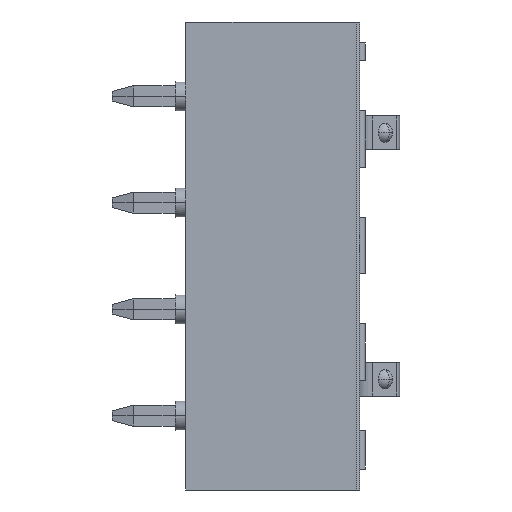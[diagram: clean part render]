
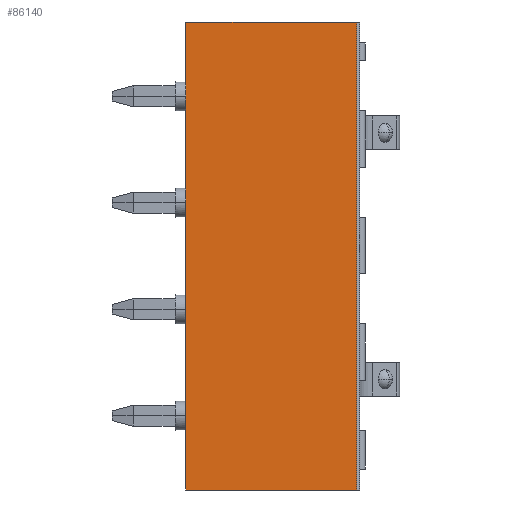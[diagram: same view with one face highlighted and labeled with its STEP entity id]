
A CAD part, left-side view. The second image highlights one B-rep face of the part: STEP entity #86140.
In plain terms, the highlighted planar face has unit normal (-1, 0, 0).
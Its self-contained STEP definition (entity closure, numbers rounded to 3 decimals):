
#20400=CARTESIAN_POINT('',(-0.1,24.096,-8.62));
#20410=VERTEX_POINT('',#20400);
#20440=CARTESIAN_POINT('',(-0.1,0.,-8.62));
#20450=DIRECTION('',(0.,1.,0.));
#20460=VECTOR('',#20450,1.);
#20470=LINE('',#20440,#20460);
#20480=CARTESIAN_POINT('',(-0.1,15.946,-8.62));
#20490=VERTEX_POINT('',#20480);
#20500=EDGE_CURVE('',#20490,#20410,#20470,.T.);
#85840=CARTESIAN_POINT('',(-0.1,20.304,
0.));
#85850=DIRECTION('',(1.,0.,0.));
#85860=DIRECTION('',(0.,-1.,0.));
#85870=AXIS2_PLACEMENT_3D('',#85840,#85850,#85860);
#85880=PLANE('',#85870);
#85890=CARTESIAN_POINT('',(-0.1,0.,13.7));
#85900=DIRECTION('',(0.,-1.,0.));
#85910=VECTOR('',#85900,1.);
#85920=LINE('',#85890,#85910);
#85930=CARTESIAN_POINT('',(-0.1,24.096,13.7));
#85940=VERTEX_POINT('',#85930);
#85950=CARTESIAN_POINT('',(-0.1,15.946,13.7));
#85960=VERTEX_POINT('',#85950);
#85970=EDGE_CURVE('',#85940,#85960,#85920,.T.);
#85980=ORIENTED_EDGE('',*,*,#85970,.F.);
#85990=CARTESIAN_POINT('',(-0.1,15.946,10.16));
#86000=DIRECTION('',(0.,0.,1.));
#86010=VECTOR('',#86000,1.);
#86020=LINE('',#85990,#86010);
#86030=EDGE_CURVE('',#20490,#85960,#86020,.T.);
#86040=ORIENTED_EDGE('',*,*,#86030,.T.);
#86050=ORIENTED_EDGE('',*,*,#20500,.F.);
#86060=CARTESIAN_POINT('',(-0.1,24.096,10.16));
#86070=DIRECTION('',(0.,0.,1.));
#86080=VECTOR('',#86070,1.);
#86090=LINE('',#86060,#86080);
#86100=EDGE_CURVE('',#20410,#85940,#86090,.T.);
#86110=ORIENTED_EDGE('',*,*,#86100,.F.);
#86120=EDGE_LOOP('',(#86110,#86050,#86040,#85980));
#86130=FACE_OUTER_BOUND('',#86120,.T.);
#86140=ADVANCED_FACE('',(#86130),#85880,.F.);
